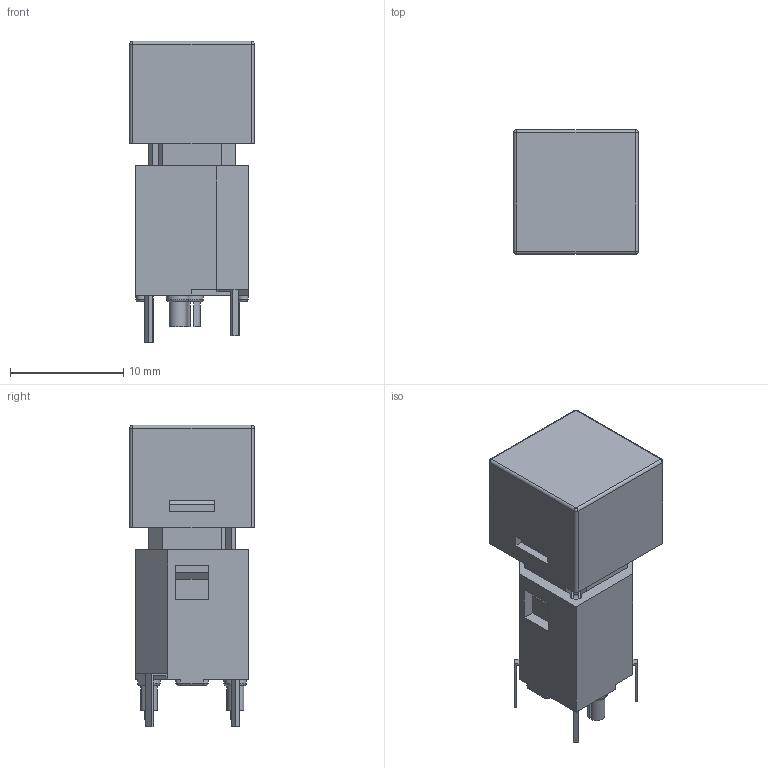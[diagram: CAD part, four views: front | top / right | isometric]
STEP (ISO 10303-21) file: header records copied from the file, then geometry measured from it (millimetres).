
FILE_DESCRIPTION((' '),'2;1');
FILE_NAME('LP2S3xxxxxx-N.stp','2017-07-31T14:00:58',(' '),(' '),' ','ACIS',' ');
FILE_SCHEMA(('CONFIG_CONTROL_DESIGN'));
Length unit declared in the file: inch
Products named in the file (1): LP2S3xxxxxx-N.stp
Bounding box: 11 x 11 x 26.6 mm (x, y, z)
Volume: 1499.9 mm3; surface area: 2850.2 mm2
Topology: 1 solids, 1 shells, 289 faces, 800 edges, 520 vertices
Faces by surface type: plane 239, cylinder 39, sphere 5, bspline 4, torus 2
Full cylindrical faces by diameter (mm): 2 x1, 2.8 x1, 3.2 x2, 4.6 x1, 4.8 x1
Entity records: 9285 total; most frequent: CARTESIAN_POINT 1782, ORIENTED_EDGE 1568, DIRECTION 1441, EDGE_CURVE 784, VECTOR 697, LINE 697, VERTEX_POINT 514, AXIS2_PLACEMENT_3D 372
